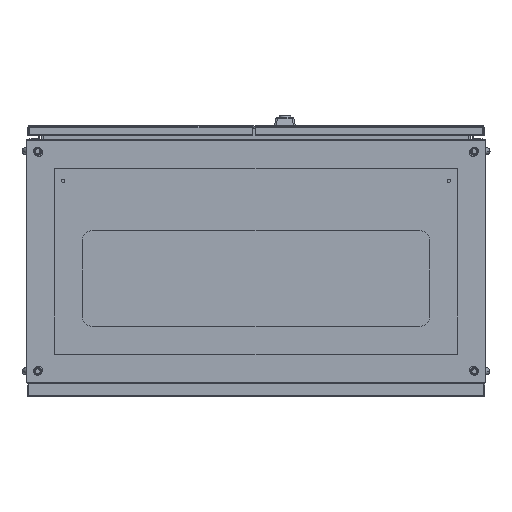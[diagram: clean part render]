
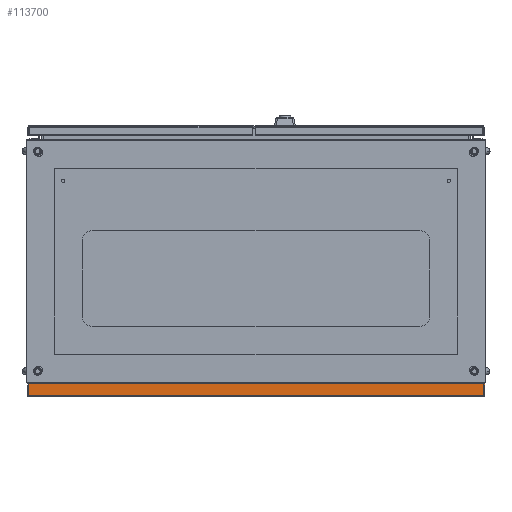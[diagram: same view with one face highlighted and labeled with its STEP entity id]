
A CAD part, front view. The second image highlights one B-rep face of the part: STEP entity #113700.
In plain terms, the highlighted planar face has unit normal (0, -1, 0).
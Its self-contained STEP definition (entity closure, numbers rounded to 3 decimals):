
#761 = VERTEX_POINT ( 'NONE', #123044 ) ;
#1926 = VERTEX_POINT ( 'NONE', #31345 ) ;
#3519 = DIRECTION ( 'NONE',  ( 0., 0., 1. ) ) ;
#4060 = VERTEX_POINT ( 'NONE', #42873 ) ;
#4501 = VECTOR ( 'NONE', #57374, 1000. ) ;
#15448 = ORIENTED_EDGE ( 'NONE', *, *, #126994, .F. ) ;
#15680 = DIRECTION ( 'NONE',  ( 0., -1., 0. ) ) ;
#17766 = EDGE_CURVE ( 'NONE', #761, #1926, #103481, .T. ) ;
#26454 = CARTESIAN_POINT ( 'NONE',  ( -397.5, -997.5, -1.5 ) ) ;
#31345 = CARTESIAN_POINT ( 'NONE',  ( -397.5, -997.5, -24. ) ) ;
#32065 = DIRECTION ( 'NONE',  ( 0., 0., 1. ) ) ;
#33922 = VECTOR ( 'NONE', #3519, 1000. ) ;
#42873 = CARTESIAN_POINT ( 'NONE',  ( 397.5, -997.5, 0. ) ) ;
#45383 = EDGE_CURVE ( 'NONE', #761, #4060, #49345, .T. ) ;
#48247 = VERTEX_POINT ( 'NONE', #95080 ) ;
#49345 = LINE ( 'NONE', #93287, #33922 ) ;
#53242 = DIRECTION ( 'NONE',  ( 1., 0., 0. ) ) ;
#56521 = CARTESIAN_POINT ( 'NONE',  ( 397.5, -997.5, -24. ) ) ;
#57218 = FACE_OUTER_BOUND ( 'NONE', #117689, .T. ) ;
#57374 = DIRECTION ( 'NONE',  ( -1., 0., 0. ) ) ;
#65915 = ORIENTED_EDGE ( 'NONE', *, *, #45383, .T. ) ;
#72624 = LINE ( 'NONE', #122611, #95763 ) ;
#74386 = CARTESIAN_POINT ( 'NONE',  ( -397.5, -997.5, 0. ) ) ;
#81606 = AXIS2_PLACEMENT_3D ( 'NONE', #26454, #15680, #95442 ) ;
#88287 = LINE ( 'NONE', #74386, #92881 ) ;
#92881 = VECTOR ( 'NONE', #53242, 1000. ) ;
#93287 = CARTESIAN_POINT ( 'NONE',  ( 397.5, -997.5, -1.5 ) ) ;
#95080 = CARTESIAN_POINT ( 'NONE',  ( -397.5, -997.5, 0. ) ) ;
#95442 = DIRECTION ( 'NONE',  ( 0., 0., -1. ) ) ;
#95763 = VECTOR ( 'NONE', #32065, 1000. ) ;
#97680 = EDGE_CURVE ( 'NONE', #1926, #48247, #72624, .T. ) ;
#103481 = LINE ( 'NONE', #56521, #4501 ) ;
#103689 = PLANE ( 'NONE',  #81606 ) ;
#104455 = ORIENTED_EDGE ( 'NONE', *, *, #17766, .F. ) ;
#113700 = ADVANCED_FACE ( 'NONE', ( #57218 ), #103689, .T. ) ;
#115165 = ORIENTED_EDGE ( 'NONE', *, *, #97680, .F. ) ;
#117689 = EDGE_LOOP ( 'NONE', ( #15448, #115165, #104455, #65915 ) ) ;
#122611 = CARTESIAN_POINT ( 'NONE',  ( -397.5, -997.5, -1.5 ) ) ;
#123044 = CARTESIAN_POINT ( 'NONE',  ( 397.5, -997.5, -24. ) ) ;
#126994 = EDGE_CURVE ( 'NONE', #48247, #4060, #88287, .T. ) ;
